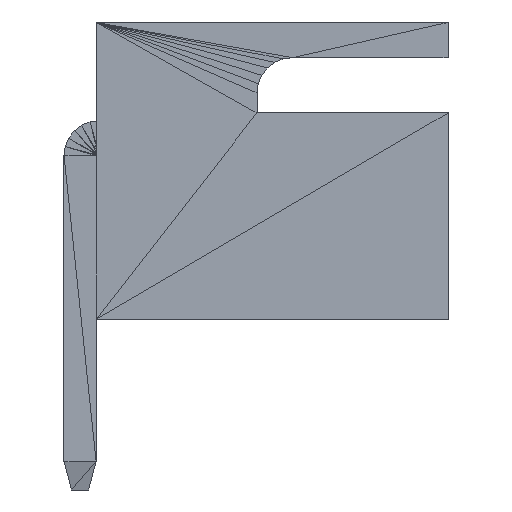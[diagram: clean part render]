
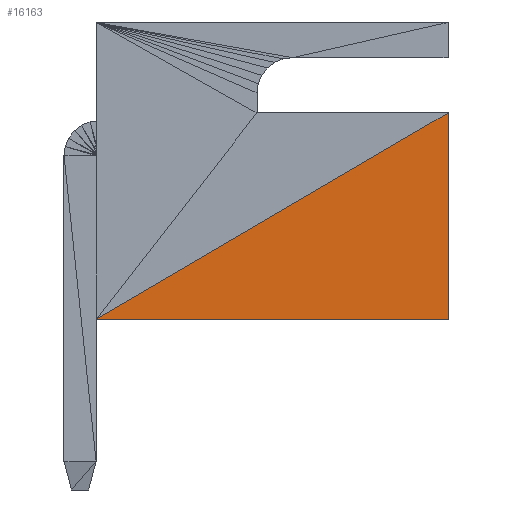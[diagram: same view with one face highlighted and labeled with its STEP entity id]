
A CAD part, left-side view. The second image highlights one B-rep face of the part: STEP entity #16163.
In plain terms, the highlighted planar face has unit normal (-1, 0, 0).
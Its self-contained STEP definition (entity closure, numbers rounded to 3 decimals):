
#16163 = ADVANCED_FACE('',(#16164),#16190,.T.);
#16164 = FACE_BOUND('',#16165,.T.);
#16165 = EDGE_LOOP('',(#16166,#16176,#16184));
#16166 = ORIENTED_EDGE('',*,*,#16167,.T.);
#16167 = EDGE_CURVE('',#16168,#16170,#16172,.T.);
#16168 = VERTEX_POINT('',#16169);
#16169 = CARTESIAN_POINT('',(-7.5,-7.,-2.95));
#16170 = VERTEX_POINT('',#16171);
#16171 = CARTESIAN_POINT('',(-7.5,-7.,1.15));
#16172 = LINE('',#16173,#16174);
#16173 = CARTESIAN_POINT('',(-7.5,-7.,-2.95));
#16174 = VECTOR('',#16175,1.);
#16175 = DIRECTION('',(0.,0.,1.));
#16176 = ORIENTED_EDGE('',*,*,#16177,.T.);
#16177 = EDGE_CURVE('',#16170,#16178,#16180,.T.);
#16178 = VERTEX_POINT('',#16179);
#16179 = CARTESIAN_POINT('',(-7.5,0.,-2.95));
#16180 = LINE('',#16181,#16182);
#16181 = CARTESIAN_POINT('',(-7.5,-7.,1.15));
#16182 = VECTOR('',#16183,1.);
#16183 = DIRECTION('',(0.,0.863,-0.505));
#16184 = ORIENTED_EDGE('',*,*,#16185,.T.);
#16185 = EDGE_CURVE('',#16178,#16168,#16186,.T.);
#16186 = LINE('',#16187,#16188);
#16187 = CARTESIAN_POINT('',(-7.5,0.,-2.95));
#16188 = VECTOR('',#16189,1.);
#16189 = DIRECTION('',(0.,-1.,0.));
#16190 = PLANE('',#16191);
#16191 = AXIS2_PLACEMENT_3D('',#16192,#16193,#16194);
#16192 = CARTESIAN_POINT('',(-7.5,-7.,-2.95));
#16193 = DIRECTION('',(-1.,0.,0.));
#16194 = DIRECTION('',(0.,1.,0.));
